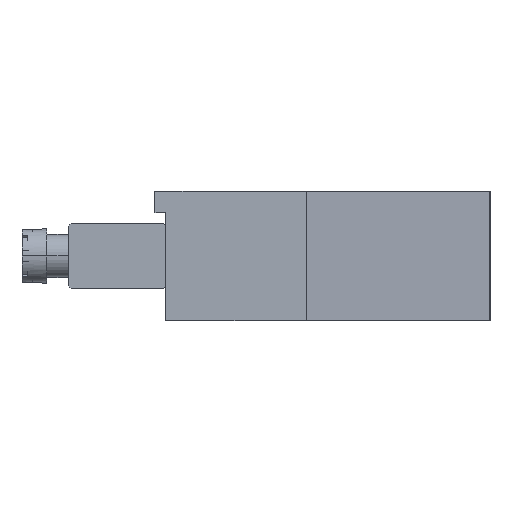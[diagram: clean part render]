
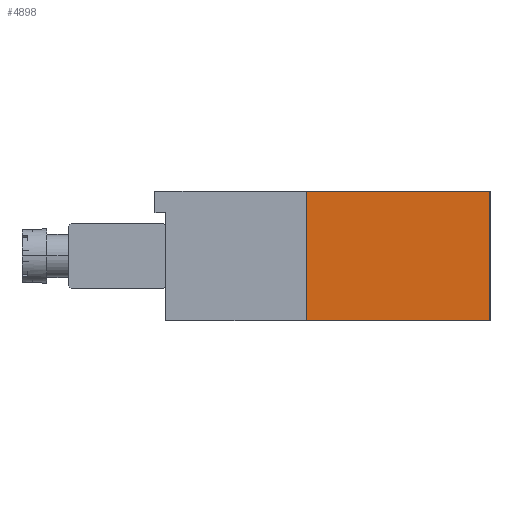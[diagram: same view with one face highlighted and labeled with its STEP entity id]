
A CAD part, left-side view. The second image highlights one B-rep face of the part: STEP entity #4898.
In plain terms, the highlighted planar face has unit normal (-0.62, -0.784, 0).
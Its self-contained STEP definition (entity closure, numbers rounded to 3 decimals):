
#445 = ORIENTED_EDGE ( 'NONE', *, *, #6217, .F. ) ;
#568 = FACE_OUTER_BOUND ( 'NONE', #3645, .T. ) ;
#2051 = VECTOR ( 'NONE', #2644, 1000. ) ;
#2518 = CARTESIAN_POINT ( 'NONE',  ( -21.5, -30., -12. ) ) ;
#2644 = DIRECTION ( 'NONE',  ( 0., 0., 1. ) ) ;
#2786 = VERTEX_POINT ( 'NONE', #10085 ) ;
#3575 = EDGE_CURVE ( 'NONE', #28509, #24157, #22107, .T. ) ;
#3645 = EDGE_LOOP ( 'NONE', ( #14777, #445, #7731, #30315 ) ) ;
#3874 = LINE ( 'NONE', #12652, #11000 ) ;
#4898 = ADVANCED_FACE ( 'NONE', ( #568 ), #27170, .T. ) ;
#6217 = EDGE_CURVE ( 'NONE', #17011, #2786, #21830, .T. ) ;
#6853 = VECTOR ( 'NONE', #25306, 1000. ) ;
#7045 = CARTESIAN_POINT ( 'NONE',  ( -21.5, -30., -12. ) ) ;
#7731 = ORIENTED_EDGE ( 'NONE', *, *, #32000, .T. ) ;
#8048 = CARTESIAN_POINT ( 'NONE',  ( -21.5, -30., -12. ) ) ;
#9691 = DIRECTION ( 'NONE',  ( 0.784, -0.62, 0. ) ) ;
#10014 = CARTESIAN_POINT ( 'NONE',  ( -21.5, -30., 0. ) ) ;
#10085 = CARTESIAN_POINT ( 'NONE',  ( -43., -13., 0. ) ) ;
#10165 = CARTESIAN_POINT ( 'NONE',  ( -43., -13., -12. ) ) ;
#11000 = VECTOR ( 'NONE', #20040, 1000. ) ;
#12181 = CARTESIAN_POINT ( 'NONE',  ( -21.5, -30., 0. ) ) ;
#12652 = CARTESIAN_POINT ( 'NONE',  ( -21.5, -30., -12. ) ) ;
#14777 = ORIENTED_EDGE ( 'NONE', *, *, #23316, .F. ) ;
#15296 = DIRECTION ( 'NONE',  ( 0.784, -0.62, 0. ) ) ;
#15872 = VECTOR ( 'NONE', #15296, 1000. ) ;
#17011 = VERTEX_POINT ( 'NONE', #19192 ) ;
#19192 = CARTESIAN_POINT ( 'NONE',  ( -43., -13., -12. ) ) ;
#20040 = DIRECTION ( 'NONE',  ( 0.784, -0.62, 0. ) ) ;
#21176 = AXIS2_PLACEMENT_3D ( 'NONE', #7045, #24854, #9691 ) ;
#21830 = LINE ( 'NONE', #10165, #6853 ) ;
#22107 = LINE ( 'NONE', #2518, #2051 ) ;
#22533 = LINE ( 'NONE', #10014, #15872 ) ;
#23316 = EDGE_CURVE ( 'NONE', #2786, #24157, #22533, .T. ) ;
#24157 = VERTEX_POINT ( 'NONE', #12181 ) ;
#24854 = DIRECTION ( 'NONE',  ( -0.62, -0.784, 0. ) ) ;
#25306 = DIRECTION ( 'NONE',  ( 0., 0., 1. ) ) ;
#27170 = PLANE ( 'NONE',  #21176 ) ;
#28509 = VERTEX_POINT ( 'NONE', #8048 ) ;
#30315 = ORIENTED_EDGE ( 'NONE', *, *, #3575, .T. ) ;
#32000 = EDGE_CURVE ( 'NONE', #17011, #28509, #3874, .T. ) ;
